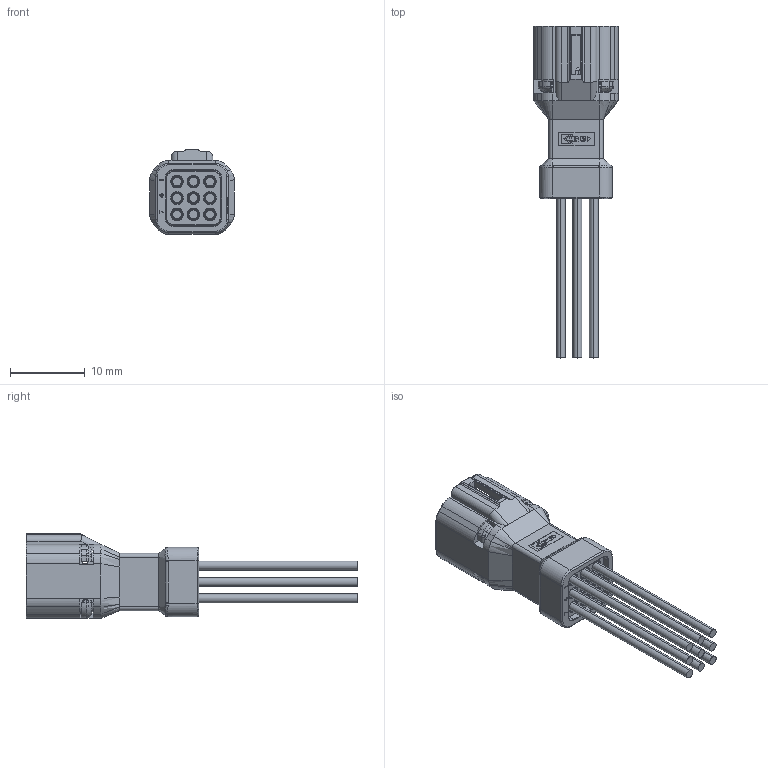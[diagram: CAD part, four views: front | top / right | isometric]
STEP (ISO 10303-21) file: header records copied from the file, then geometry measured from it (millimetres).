
FILE_DESCRIPTION((''),'2;1');
FILE_NAME('09PIN-G','2025-03-19T10:24:04',('NK210218'),(''),'CREO PARAMETRIC BY PTC INC, 2020053','CREO PARAMETRIC BY PTC INC, 2020053','');
FILE_SCHEMA(('CONFIG_CONTROL_DESIGN','SHAPE_APPEARANCE_LAYERS_GROUPS'));
Length unit declared in the file: inch
Products named in the file (1): 09PIN-G
Bounding box: 11.3 x 44.35 x 11.35 mm (x, y, z)
Volume: 1487.6 mm3; surface area: 2814.7 mm2
Topology: 1 solids, 4 shells, 1432 faces, 3483 edges, 2108 vertices
Faces by surface type: plane 618, cylinder 306, torus 244, cone 218, bspline 34, extrusion 9, sphere 3
Entity records: 54341 total; most frequent: CARTESIAN_POINT 10725, DIRECTION 7033, ORIENTED_EDGE 6966, EDGE_CURVE 3483, AXIS2_PLACEMENT_3D 2491, VERTEX_POINT 2108, VECTOR 2051, LINE 2042
